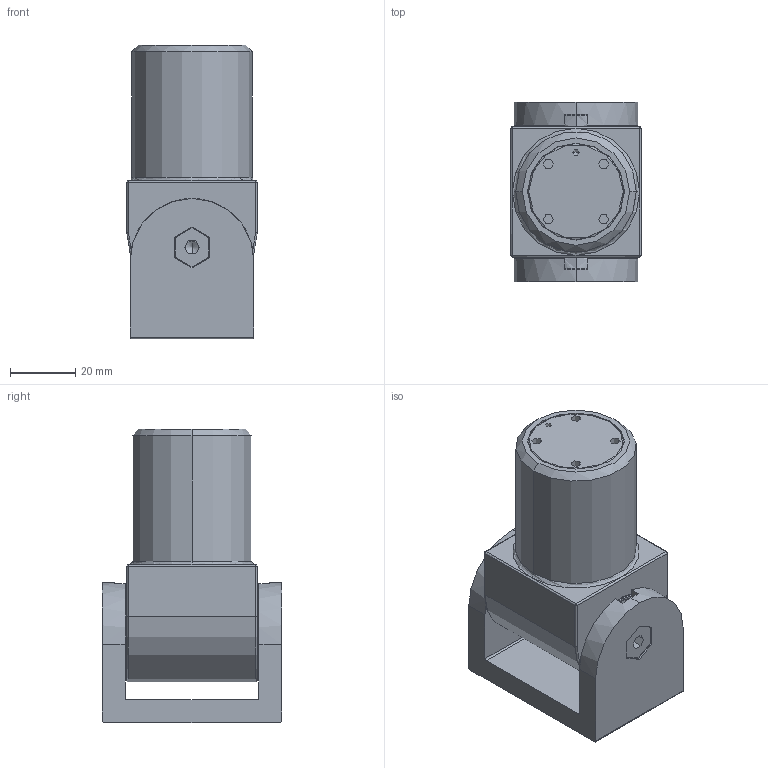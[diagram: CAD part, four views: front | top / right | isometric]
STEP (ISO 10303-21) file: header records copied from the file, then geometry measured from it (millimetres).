
FILE_DESCRIPTION (( 'STEP AP203' ), '1' );
FILE_NAME ('181-57SF-W.step', '2021-02-17T08:31:27', ( '' ), ( '' ), 'SwSTEP 2.0', 'SolidWorks 2018', '' );
FILE_SCHEMA (( 'CONFIG_CONTROL_DESIGN' ));
Length unit declared in the file: millimetre
Products named in the file (9): DIN-7991 M3-M10; 181-57SF-W; Teil1; DIN-7991 M3-M10_DIN7991 M6x14; Teil2_181-57SF-W Teil2; Teil2; Teil1_181-57SF-W Teil1
Assembly tree (7 placements, depth 2):
  181-57SF-W
    DIN-7991 M3-M10
    DIN-7991 M3-M10
    Teil2
  Teil1
  181-57SF-W
    Teil1_181-57SF-W Teil1
    Teil2_181-57SF-W Teil2
    DIN-7991 M3-M10_DIN7991 M6x14  x2
Bounding box: 40 x 55 x 90 mm (x, y, z)
Volume: 125747.4 mm3; surface area: 26698.8 mm2
Topology: 5 solids, 5 shells, 499 faces, 1241 edges, 789 vertices
Faces by surface type: plane 247, bspline 110, cylinder 80, cone 38, torus 20, sphere 4
Entity records: 20450 total; most frequent: CARTESIAN_POINT 8830, ORIENTED_EDGE 2348, DIRECTION 1934, EDGE_CURVE 1174, VERTEX_POINT 754, VECTOR 722, LINE 722, AXIS2_PLACEMENT_3D 606
